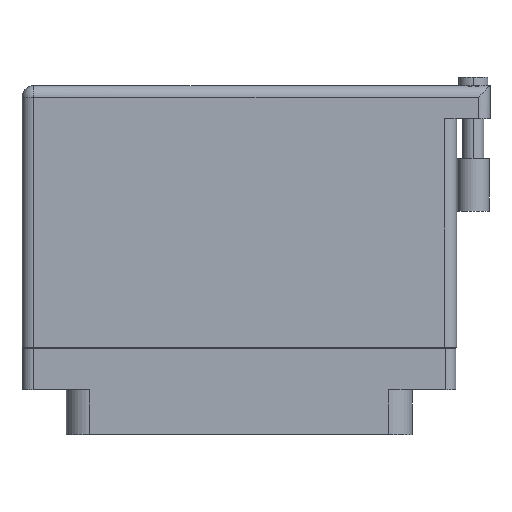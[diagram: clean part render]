
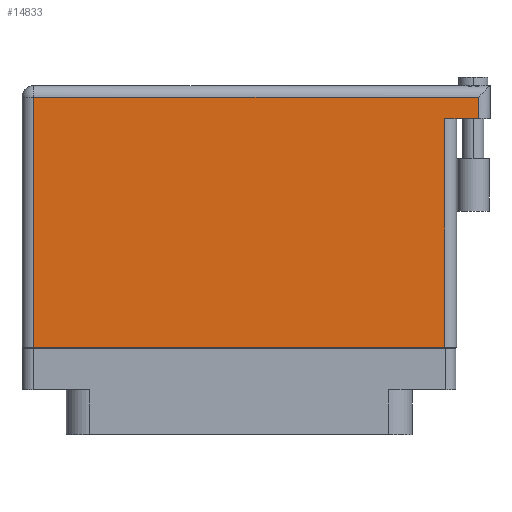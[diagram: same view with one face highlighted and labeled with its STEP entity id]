
A CAD part, front view. The second image highlights one B-rep face of the part: STEP entity #14833.
In plain terms, the highlighted face is planar.
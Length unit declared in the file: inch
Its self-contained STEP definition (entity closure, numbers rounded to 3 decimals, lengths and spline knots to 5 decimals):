
#2089 = DIRECTION ( 'NONE',  ( 0., 0., -1. ) ) ;
#2323 = DIRECTION ( 'NONE',  ( 0., -1., 0. ) ) ;
#4367 = LINE ( 'NONE', #27753, #27937 ) ;
#4472 = ORIENTED_EDGE ( 'NONE', *, *, #31229, .T. ) ;
#4573 = ORIENTED_EDGE ( 'NONE', *, *, #46706, .F. ) ;
#7240 = AXIS2_PLACEMENT_3D ( 'NONE', #24102, #2089, #9618 ) ;
#7676 = VECTOR ( 'NONE', #2323, 39.37008 ) ;
#8817 = ORIENTED_EDGE ( 'NONE', *, *, #39474, .T. ) ;
#9618 = DIRECTION ( 'NONE',  ( -1., 0., 0. ) ) ;
#11167 = VECTOR ( 'NONE', #14572, 39.37008 ) ;
#11299 = CARTESIAN_POINT ( 'NONE',  ( 1.23, 1.269, 0.4495 ) ) ;
#11360 = ORIENTED_EDGE ( 'NONE', *, *, #38858, .T. ) ;
#12896 = LINE ( 'NONE', #18131, #11167 ) ;
#13081 = CARTESIAN_POINT ( 'NONE',  ( -1.23, -0.1, 0.4495 ) ) ;
#13226 = VECTOR ( 'NONE', #46874, 39.37008 ) ;
#13440 = VECTOR ( 'NONE', #34581, 39.37008 ) ;
#13448 = EDGE_CURVE ( 'NONE', #21985, #36050, #46745, .T. ) ;
#14572 = DIRECTION ( 'NONE',  ( 0., 1., 0. ) ) ;
#14833 = ADVANCED_FACE ( 'NONE', ( #27662 ), #16695, .F. ) ;
#15954 = CARTESIAN_POINT ( 'NONE',  ( -1.3, 1.396, 0.4495 ) ) ;
#16695 = PLANE ( 'NONE',  #7240 ) ;
#17698 = VECTOR ( 'NONE', #41655, 39.37008 ) ;
#18131 = CARTESIAN_POINT ( 'NONE',  ( 1.43, 1.466, 0.4495 ) ) ;
#19340 = EDGE_CURVE ( 'NONE', #26116, #21985, #30309, .T. ) ;
#20066 = CARTESIAN_POINT ( 'NONE',  ( 1.43, 1.396, 0.4495 ) ) ;
#20836 = CARTESIAN_POINT ( 'NONE',  ( -1.23, -0.1, 0.4495 ) ) ;
#20911 = ORIENTED_EDGE ( 'NONE', *, *, #13448, .T. ) ;
#21985 = VERTEX_POINT ( 'NONE', #46956 ) ;
#24102 = CARTESIAN_POINT ( 'NONE',  ( -1.3, 1.466, 0.4495 ) ) ;
#25625 = CARTESIAN_POINT ( 'NONE',  ( 1.23, -0.1, 0.4495 ) ) ;
#26116 = VERTEX_POINT ( 'NONE', #20066 ) ;
#26631 = ORIENTED_EDGE ( 'NONE', *, *, #19340, .T. ) ;
#27662 = FACE_OUTER_BOUND ( 'NONE', #34856, .T. ) ;
#27753 = CARTESIAN_POINT ( 'NONE',  ( -1.3, -0.1, 0.4495 ) ) ;
#27937 = VECTOR ( 'NONE', #30944, 39.37008 ) ;
#30309 = LINE ( 'NONE', #15954, #17698 ) ;
#30944 = DIRECTION ( 'NONE',  ( 1., 0., 0. ) ) ;
#31229 = EDGE_CURVE ( 'NONE', #36155, #37918, #43667, .T. ) ;
#34581 = DIRECTION ( 'NONE',  ( -1., 0., 0. ) ) ;
#34856 = EDGE_LOOP ( 'NONE', ( #11360, #4472, #4573, #8817, #26631, #20911 ) ) ;
#36050 = VERTEX_POINT ( 'NONE', #20836 ) ;
#36155 = VERTEX_POINT ( 'NONE', #25625 ) ;
#37112 = CARTESIAN_POINT ( 'NONE',  ( 1.43, 1.269, 0.4495 ) ) ;
#37918 = VERTEX_POINT ( 'NONE', #11299 ) ;
#38858 = EDGE_CURVE ( 'NONE', #36050, #36155, #4367, .T. ) ;
#39474 = EDGE_CURVE ( 'NONE', #43234, #26116, #12896, .T. ) ;
#41655 = DIRECTION ( 'NONE',  ( -1., 0., 0. ) ) ;
#42754 = LINE ( 'NONE', #46085, #13440 ) ;
#43028 = CARTESIAN_POINT ( 'NONE',  ( 1.23, 1.269, 0.4495 ) ) ;
#43234 = VERTEX_POINT ( 'NONE', #37112 ) ;
#43667 = LINE ( 'NONE', #43028, #13226 ) ;
#46085 = CARTESIAN_POINT ( 'NONE',  ( 1.5, 1.269, 0.4495 ) ) ;
#46706 = EDGE_CURVE ( 'NONE', #43234, #37918, #42754, .T. ) ;
#46745 = LINE ( 'NONE', #13081, #7676 ) ;
#46874 = DIRECTION ( 'NONE',  ( 0., 1., 0. ) ) ;
#46956 = CARTESIAN_POINT ( 'NONE',  ( -1.23, 1.396, 0.4495 ) ) ;
